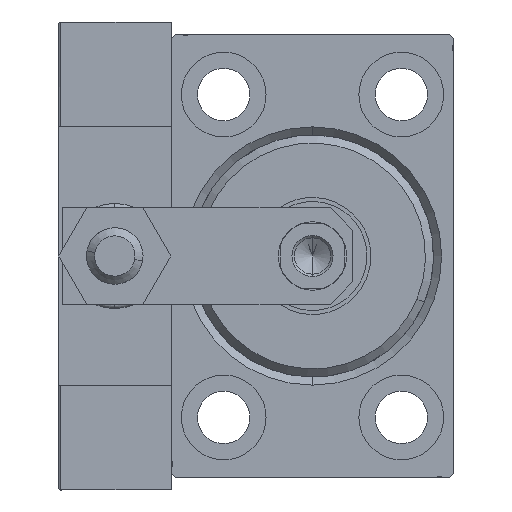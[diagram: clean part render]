
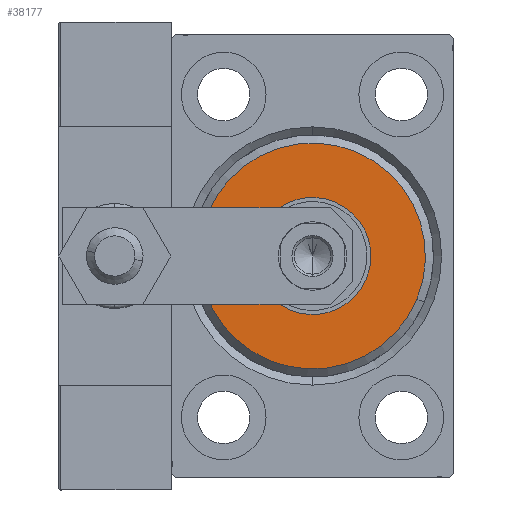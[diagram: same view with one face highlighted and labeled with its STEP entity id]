
A CAD part, left-side view. The second image highlights one B-rep face of the part: STEP entity #38177.
In plain terms, the highlighted face is planar.
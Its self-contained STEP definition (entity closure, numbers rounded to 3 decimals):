
#118 = CIRCLE ( 'NONE', #19823, 7.25 ) ;
#283 = DIRECTION ( 'NONE',  ( 0., 0., -1. ) ) ;
#542 = FACE_OUTER_BOUND ( 'NONE', #36350, .T. ) ;
#2612 = DIRECTION ( 'NONE',  ( 1., 0., 0. ) ) ;
#3047 = CARTESIAN_POINT ( 'NONE',  ( 3., 0., 14. ) ) ;
#3800 = VERTEX_POINT ( 'NONE', #3047 ) ;
#4323 = VERTEX_POINT ( 'NONE', #48629 ) ;
#6214 = DIRECTION ( 'NONE',  ( 0., 0., -1. ) ) ;
#8241 = CIRCLE ( 'NONE', #18106, 7.25 ) ;
#8510 = PLANE ( 'NONE',  #49366 ) ;
#8646 = CARTESIAN_POINT ( 'NONE',  ( 3., 0., -14. ) ) ;
#9297 = DIRECTION ( 'NONE',  ( 0., 0., -1. ) ) ;
#10272 = EDGE_LOOP ( 'NONE', ( #20701, #38674 ) ) ;
#10692 = CIRCLE ( 'NONE', #39378, 14. ) ;
#11979 = CIRCLE ( 'NONE', #19360, 14. ) ;
#16660 = EDGE_CURVE ( 'NONE', #38893, #3800, #11979, .T. ) ;
#18106 = AXIS2_PLACEMENT_3D ( 'NONE', #40612, #2612, #18290 ) ;
#18290 = DIRECTION ( 'NONE',  ( 0., 0., -1. ) ) ;
#19360 = AXIS2_PLACEMENT_3D ( 'NONE', #21608, #29305, #9297 ) ;
#19823 = AXIS2_PLACEMENT_3D ( 'NONE', #24004, #35831, #43524 ) ;
#20071 = CARTESIAN_POINT ( 'NONE',  ( 3., 0., 0. ) ) ;
#20701 = ORIENTED_EDGE ( 'NONE', *, *, #34761, .F. ) ;
#21608 = CARTESIAN_POINT ( 'NONE',  ( 3., 0., 0. ) ) ;
#24004 = CARTESIAN_POINT ( 'NONE',  ( 3., 0., 0. ) ) ;
#25716 = CARTESIAN_POINT ( 'NONE',  ( 3., 0., 0. ) ) ;
#28147 = ORIENTED_EDGE ( 'NONE', *, *, #16660, .T. ) ;
#29305 = DIRECTION ( 'NONE',  ( 1., 0., 0. ) ) ;
#32623 = VERTEX_POINT ( 'NONE', #36446 ) ;
#34265 = EDGE_CURVE ( 'NONE', #4323, #32623, #118, .T. ) ;
#34761 = EDGE_CURVE ( 'NONE', #32623, #4323, #8241, .T. ) ;
#34881 = EDGE_CURVE ( 'NONE', #3800, #38893, #10692, .T. ) ;
#35831 = DIRECTION ( 'NONE',  ( 1., 0., 0. ) ) ;
#36350 = EDGE_LOOP ( 'NONE', ( #43319, #28147 ) ) ;
#36446 = CARTESIAN_POINT ( 'NONE',  ( 3., 0., -7.25 ) ) ;
#38177 = ADVANCED_FACE ( 'NONE', ( #542, #47260 ), #8510, .T. ) ;
#38674 = ORIENTED_EDGE ( 'NONE', *, *, #34265, .F. ) ;
#38893 = VERTEX_POINT ( 'NONE', #8646 ) ;
#39378 = AXIS2_PLACEMENT_3D ( 'NONE', #25716, #41382, #6214 ) ;
#40612 = CARTESIAN_POINT ( 'NONE',  ( 3., 0., 0. ) ) ;
#41382 = DIRECTION ( 'NONE',  ( 1., 0., 0. ) ) ;
#43319 = ORIENTED_EDGE ( 'NONE', *, *, #34881, .T. ) ;
#43524 = DIRECTION ( 'NONE',  ( 0., 0., -1. ) ) ;
#47008 = DIRECTION ( 'NONE',  ( 1., 0., 0. ) ) ;
#47260 = FACE_BOUND ( 'NONE', #10272, .T. ) ;
#48629 = CARTESIAN_POINT ( 'NONE',  ( 3., 0., 7.25 ) ) ;
#49366 = AXIS2_PLACEMENT_3D ( 'NONE', #20071, #47008, #283 ) ;
